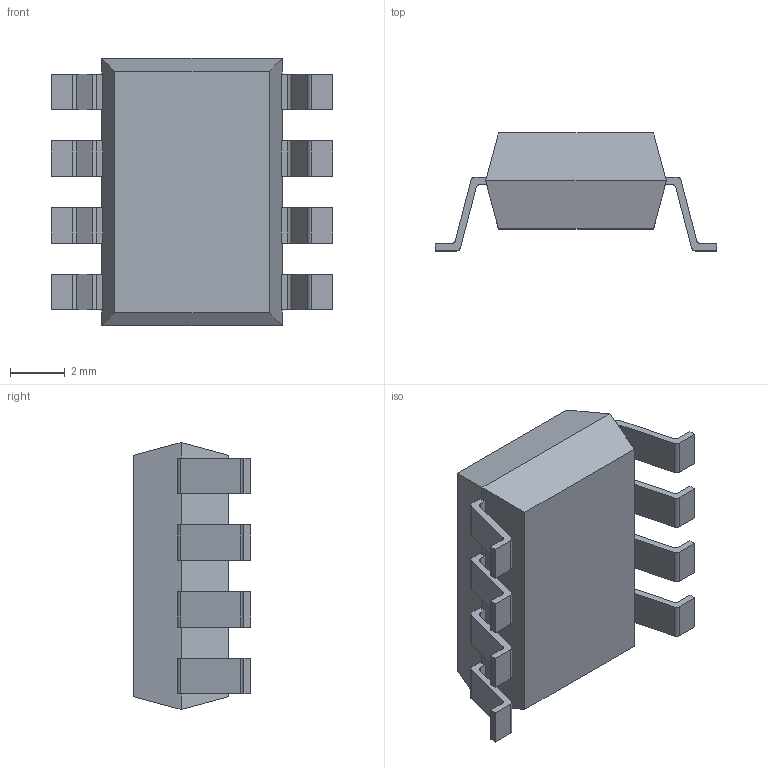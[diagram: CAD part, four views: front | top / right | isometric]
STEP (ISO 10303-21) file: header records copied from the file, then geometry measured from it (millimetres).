
FILE_DESCRIPTION (( 'STEP AP203' ), '1' );
FILE_NAME ('SOP-8-2.54mm.STEP', '2023-10-28T03:44:58', ( '' ), ( '' ), 'SwSTEP 2.0', 'SolidWorks 2023', '' );
FILE_SCHEMA (( 'CONFIG_CONTROL_DESIGN' ));
Length unit declared in the file: millimetre
Products named in the file (1): SOP-8-2.54mm
Bounding box: 10.3 x 4.3 x 9.76 mm (x, y, z)
Volume: 209.4 mm3; surface area: 303.2 mm2
Topology: 1 solids, 1 shells, 114 faces, 332 edges, 220 vertices
Faces by surface type: plane 82, cylinder 32
Entity records: 3825 total; most frequent: CARTESIAN_POINT 667, ORIENTED_EDGE 664, DIRECTION 626, EDGE_CURVE 332, VECTOR 268, LINE 268, VERTEX_POINT 220, AXIS2_PLACEMENT_3D 179
